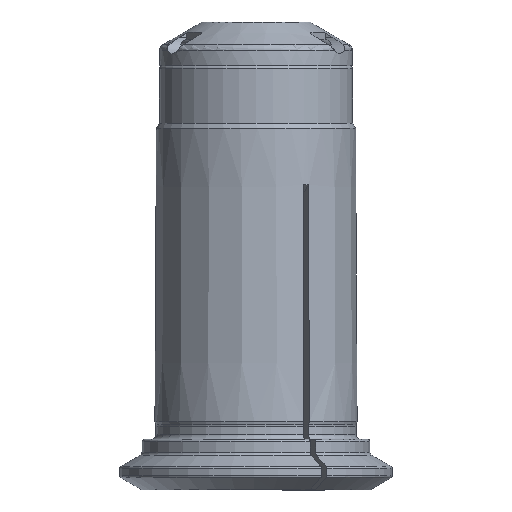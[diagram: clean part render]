
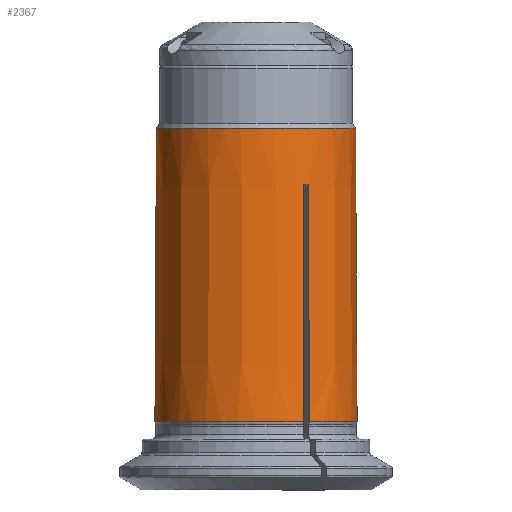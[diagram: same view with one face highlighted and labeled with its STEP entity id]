
A CAD part, front view. The second image highlights one B-rep face of the part: STEP entity #2367.
In plain terms, the highlighted conical face has half-angle 0.287 degrees and reference radius 15.966 mm.
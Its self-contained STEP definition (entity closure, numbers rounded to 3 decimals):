
#27=ELLIPSE('',#2516,20.685,15.845);
#28=ELLIPSE('',#2520,20.685,15.845);
#29=ELLIPSE('',#2524,20.685,15.845);
#64=LINE('',#3355,#139);
#74=LINE('',#3426,#149);
#84=LINE('',#3485,#159);
#113=LINE('',#3692,#188);
#118=LINE('',#3727,#193);
#125=LINE('',#3764,#200);
#139=VECTOR('',#2699,1000.);
#149=VECTOR('',#2721,1000.);
#159=VECTOR('',#2743,1000.);
#188=VECTOR('',#2918,1000.);
#193=VECTOR('',#2931,1000.);
#200=VECTOR('',#2948,1000.);
#820=ORIENTED_EDGE('',*,*,#1077,.F.);
#821=ORIENTED_EDGE('',*,*,#1092,.T.);
#822=ORIENTED_EDGE('',*,*,#924,.T.);
#823=ORIENTED_EDGE('',*,*,#1056,.F.);
#824=ORIENTED_EDGE('',*,*,#1064,.F.);
#825=ORIENTED_EDGE('',*,*,#1081,.T.);
#826=ORIENTED_EDGE('',*,*,#966,.F.);
#827=ORIENTED_EDGE('',*,*,#1048,.F.);
#828=ORIENTED_EDGE('',*,*,#1053,.T.);
#829=ORIENTED_EDGE('',*,*,#1085,.T.);
#830=ORIENTED_EDGE('',*,*,#946,.T.);
#831=ORIENTED_EDGE('',*,*,#1067,.F.);
#832=ORIENTED_EDGE('',*,*,#1083,.F.);
#924=EDGE_CURVE('',#1156,#1155,#64,.T.);
#946=EDGE_CURVE('',#1178,#1177,#74,.T.);
#966=EDGE_CURVE('',#1195,#1196,#84,.T.);
#1048=EDGE_CURVE('',#1252,#1195,#27,.T.);
#1053=EDGE_CURVE('',#1252,#1254,#113,.T.);
#1056=EDGE_CURVE('',#1255,#1155,#28,.T.);
#1064=EDGE_CURVE('',#1259,#1255,#118,.T.);
#1067=EDGE_CURVE('',#1260,#1177,#29,.T.);
#1077=EDGE_CURVE('',#1267,#1260,#125,.T.);
#1081=EDGE_CURVE('',#1259,#1196,#1353,.T.);
#1083=EDGE_CURVE('',#1269,#1269,#1355,.T.);
#1085=EDGE_CURVE('',#1254,#1178,#1357,.T.);
#1092=EDGE_CURVE('',#1267,#1156,#1364,.T.);
#1155=VERTEX_POINT('',#3354);
#1156=VERTEX_POINT('',#3356);
#1177=VERTEX_POINT('',#3425);
#1178=VERTEX_POINT('',#3427);
#1195=VERTEX_POINT('',#3484);
#1196=VERTEX_POINT('',#3486);
#1252=VERTEX_POINT('',#3680);
#1254=VERTEX_POINT('',#3691);
#1255=VERTEX_POINT('',#3697);
#1259=VERTEX_POINT('',#3726);
#1260=VERTEX_POINT('',#3732);
#1267=VERTEX_POINT('',#3763);
#1269=VERTEX_POINT('',#3781);
#1353=CIRCLE('',#2538,15.966);
#1355=CIRCLE('',#2541,15.735);
#1357=CIRCLE('',#2548,15.966);
#1364=CIRCLE('',#2563,15.966);
#1478=EDGE_LOOP('',(#820,#821,#822,#823,#824,#825,#826,#827,#828,#829,#830,
#831));
#1479=EDGE_LOOP('',(#832));
#1598=FACE_BOUND('',#1478,.T.);
#1599=FACE_BOUND('',#1479,.T.);
#1624=CONICAL_SURFACE('',#2565,15.966,0.005);
#2367=ADVANCED_FACE('',(#1598,#1599),#1624,.T.);
#2516=AXIS2_PLACEMENT_3D('',#3681,#2911,#2912);
#2520=AXIS2_PLACEMENT_3D('',#3698,#2925,#2926);
#2524=AXIS2_PLACEMENT_3D('',#3733,#2938,#2939);
#2538=AXIS2_PLACEMENT_3D('',#3776,#2971,#2972);
#2541=AXIS2_PLACEMENT_3D('',#3780,#2977,#2978);
#2548=AXIS2_PLACEMENT_3D('',#3788,#2991,#2992);
#2563=AXIS2_PLACEMENT_3D('',#3803,#3021,#3022);
#2565=AXIS2_PLACEMENT_3D('',#3805,#3025,#3026);
#2699=DIRECTION('',(-0.003,-0.004,1.));
#2721=DIRECTION('',(-0.003,0.004,1.));
#2743=DIRECTION('',(-0.005,0.,-1.));
#2911=DIRECTION('',(-0.643,0.,-0.766));
#2912=DIRECTION('',(0.766,0.,-0.643));
#2918=DIRECTION('',(-0.005,0.,-1.));
#2925=DIRECTION('',(0.321,0.557,-0.766));
#2926=DIRECTION('',(-0.383,-0.663,-0.643));
#2931=DIRECTION('',(-0.003,-0.004,1.));
#2938=DIRECTION('',(0.321,-0.557,-0.766));
#2939=DIRECTION('',(-0.383,0.663,-0.643));
#2948=DIRECTION('',(-0.003,0.004,1.));
#2971=DIRECTION('',(0.,0.,1.));
#2972=DIRECTION('',(1.,0.,0.));
#2977=DIRECTION('',(0.,0.,1.));
#2978=DIRECTION('',(1.,0.,0.));
#2991=DIRECTION('',(0.,0.,1.));
#2992=DIRECTION('',(1.,0.,0.));
#3021=DIRECTION('',(0.,0.,1.));
#3022=DIRECTION('',(1.,0.,0.));
#3025=DIRECTION('',(0.,0.,-1.));
#3026=DIRECTION('',(-1.,0.,0.));
#3354=CARTESIAN_POINT('',(8.318,13.408,48.233));
#3355=CARTESIAN_POINT('',(8.365,13.489,29.518));
#3356=CARTESIAN_POINT('',(8.412,13.57,10.803));
#3425=CARTESIAN_POINT('',(7.452,-13.908,48.233));
#3426=CARTESIAN_POINT('',(7.499,-13.989,29.518));
#3427=CARTESIAN_POINT('',(7.546,-14.07,10.803));
#3484=CARTESIAN_POINT('',(-15.771,0.5,48.233));
#3485=CARTESIAN_POINT('',(-15.865,0.5,29.518));
#3486=CARTESIAN_POINT('',(-15.958,0.5,10.803));
#3680=CARTESIAN_POINT('',(-15.771,-0.5,48.233));
#3681=CARTESIAN_POINT('',(0.066,0.,34.944));
#3691=CARTESIAN_POINT('',(-15.958,-0.5,10.803));
#3692=CARTESIAN_POINT('',(-15.865,-0.5,29.518));
#3697=CARTESIAN_POINT('',(7.452,13.908,48.233));
#3698=CARTESIAN_POINT('',(-0.033,-0.058,34.944));
#3726=CARTESIAN_POINT('',(7.546,14.07,10.803));
#3727=CARTESIAN_POINT('',(7.499,13.989,29.518));
#3732=CARTESIAN_POINT('',(8.318,-13.408,48.233));
#3733=CARTESIAN_POINT('',(-0.033,0.058,34.944));
#3763=CARTESIAN_POINT('',(8.412,-13.57,10.803));
#3764=CARTESIAN_POINT('',(8.365,-13.489,29.518));
#3776=CARTESIAN_POINT('',(0.,0.,10.803));
#3780=CARTESIAN_POINT('',(0.,0.,57.094));
#3781=CARTESIAN_POINT('',(15.735,0.,57.094));
#3788=CARTESIAN_POINT('',(0.,0.,10.803));
#3803=CARTESIAN_POINT('',(0.,0.,10.803));
#3805=CARTESIAN_POINT('',(0.,0.,10.803));
